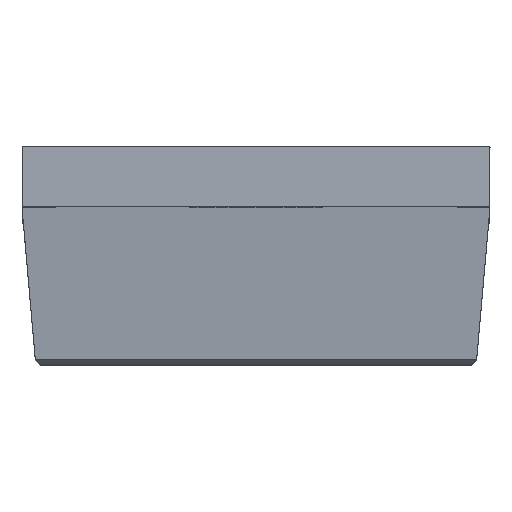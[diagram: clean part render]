
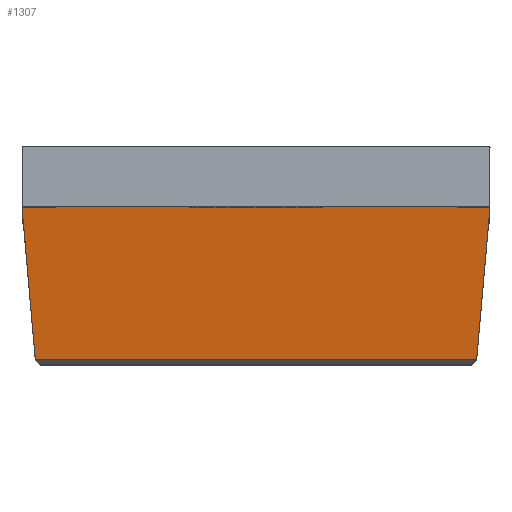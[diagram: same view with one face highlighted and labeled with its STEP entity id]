
A CAD part, top view. The second image highlights one B-rep face of the part: STEP entity #1307.
In plain terms, the highlighted planar face has unit normal (0, -0.122, 0.993).
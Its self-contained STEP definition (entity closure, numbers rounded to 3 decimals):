
#72=FACE_OUTER_BOUND('',#142,.T.);
#142=EDGE_LOOP('',(#912,#913,#914,#915,#916,#917,#918,#919,#920,#921));
#208=LINE('',#1881,#386);
#214=LINE('',#1893,#392);
#217=LINE('',#1898,#395);
#223=LINE('',#1910,#401);
#227=LINE('',#1919,#405);
#229=LINE('',#1924,#407);
#234=LINE('',#1932,#412);
#235=LINE('',#1935,#413);
#236=LINE('',#1937,#414);
#237=LINE('',#1938,#415);
#386=VECTOR('',#1527,10.);
#392=VECTOR('',#1537,10.);
#395=VECTOR('',#1542,10.);
#401=VECTOR('',#1552,10.);
#405=VECTOR('',#1560,10.);
#407=VECTOR('',#1564,10.);
#412=VECTOR('',#1571,10.);
#413=VECTOR('',#1574,10.);
#414=VECTOR('',#1575,10.);
#415=VECTOR('',#1576,10.);
#564=VERTEX_POINT('',#1878);
#565=VERTEX_POINT('',#1880);
#569=VERTEX_POINT('',#1892);
#570=VERTEX_POINT('',#1897);
#574=VERTEX_POINT('',#1909);
#577=VERTEX_POINT('',#1918);
#578=VERTEX_POINT('',#1922);
#579=VERTEX_POINT('',#1923);
#582=VERTEX_POINT('',#1934);
#583=VERTEX_POINT('',#1936);
#686=EDGE_CURVE('',#564,#565,#208,.T.);
#692=EDGE_CURVE('',#565,#569,#214,.T.);
#695=EDGE_CURVE('',#569,#570,#217,.T.);
#701=EDGE_CURVE('',#574,#570,#223,.T.);
#705=EDGE_CURVE('',#577,#574,#227,.T.);
#707=EDGE_CURVE('',#578,#579,#229,.T.);
#712=EDGE_CURVE('',#564,#578,#234,.T.);
#713=EDGE_CURVE('',#582,#579,#235,.T.);
#714=EDGE_CURVE('',#583,#582,#236,.T.);
#715=EDGE_CURVE('',#583,#577,#237,.T.);
#912=ORIENTED_EDGE('',*,*,#686,.F.);
#913=ORIENTED_EDGE('',*,*,#712,.T.);
#914=ORIENTED_EDGE('',*,*,#707,.T.);
#915=ORIENTED_EDGE('',*,*,#713,.F.);
#916=ORIENTED_EDGE('',*,*,#714,.F.);
#917=ORIENTED_EDGE('',*,*,#715,.T.);
#918=ORIENTED_EDGE('',*,*,#705,.T.);
#919=ORIENTED_EDGE('',*,*,#701,.T.);
#920=ORIENTED_EDGE('',*,*,#695,.F.);
#921=ORIENTED_EDGE('',*,*,#692,.F.);
#1238=PLANE('',#1441);
#1307=ADVANCED_FACE('',(#72),#1238,.T.);
#1441=AXIS2_PLACEMENT_3D('',#1933,#1572,#1573);
#1527=DIRECTION('',(-0.735,-0.673,-0.083));
#1537=DIRECTION('',(-1.,0.,0.));
#1542=DIRECTION('',(-0.735,0.673,0.083));
#1552=DIRECTION('',(0.086,-0.989,-0.122));
#1560=DIRECTION('',(1.,0.,0.));
#1564=DIRECTION('',(1.,0.,0.));
#1571=DIRECTION('',(0.087,0.989,0.122));
#1572=DIRECTION('center_axis',(0.,-0.122,0.993));
#1573=DIRECTION('ref_axis',(1.,0.,0.));
#1574=DIRECTION('',(0.,-0.993,-0.122));
#1575=DIRECTION('',(1.,0.,0.));
#1576=DIRECTION('',(0.,-0.993,-0.122));
#1878=CARTESIAN_POINT('',(9.617,-1.95,13.645));
#1880=CARTESIAN_POINT('',(9.617,-1.951,13.645));
#1881=CARTESIAN_POINT('',(9.617,-1.95,13.645));
#1892=CARTESIAN_POINT('',(0.282,-1.951,13.645));
#1893=CARTESIAN_POINT('',(9.617,-1.951,13.645));
#1897=CARTESIAN_POINT('',(0.282,-1.95,13.645));
#1898=CARTESIAN_POINT('',(0.282,-1.951,13.645));
#1909=CARTESIAN_POINT('',(0.031,0.928,14.));
#1910=CARTESIAN_POINT('',(0.031,0.928,14.));
#1918=CARTESIAN_POINT('',(0.,0.928,14.));
#1919=CARTESIAN_POINT('',(0.,0.928,14.));
#1922=CARTESIAN_POINT('',(9.869,0.928,14.));
#1923=CARTESIAN_POINT('',(9.9,0.928,14.));
#1924=CARTESIAN_POINT('',(9.869,0.928,14.));
#1932=CARTESIAN_POINT('',(9.617,-1.95,13.645));
#1933=CARTESIAN_POINT('Origin',(-0.01,0.3,13.923));
#1934=CARTESIAN_POINT('',(9.9,2.55,14.2));
#1935=CARTESIAN_POINT('',(9.9,2.55,14.2));
#1936=CARTESIAN_POINT('',(0.,2.55,14.2));
#1937=CARTESIAN_POINT('',(0.,2.55,14.2));
#1938=CARTESIAN_POINT('',(0.,2.55,14.2));
